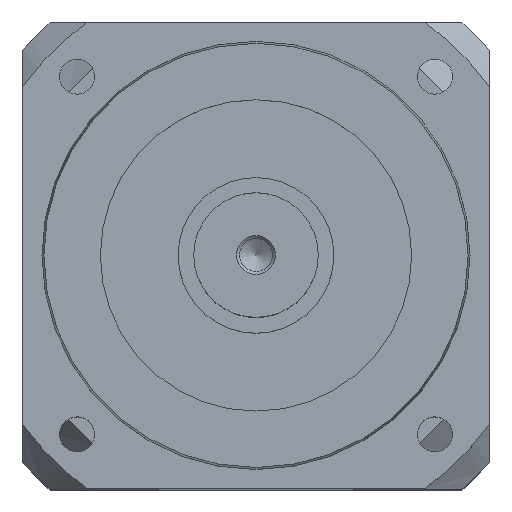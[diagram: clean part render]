
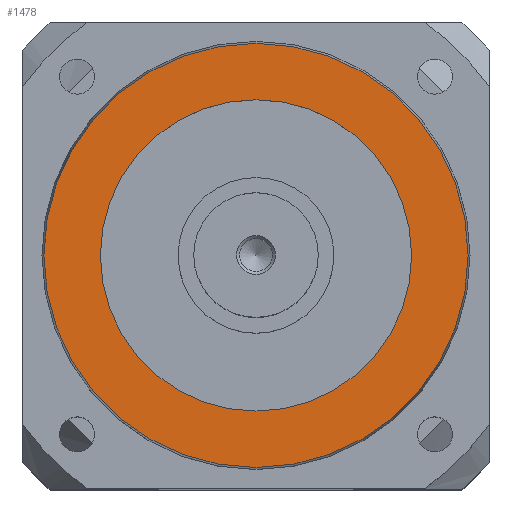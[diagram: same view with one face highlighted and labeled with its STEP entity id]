
A CAD part, top view. The second image highlights one B-rep face of the part: STEP entity #1478.
In plain terms, the highlighted planar face has unit normal (0, 0, 1).
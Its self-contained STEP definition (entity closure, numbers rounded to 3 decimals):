
#1207=FACE_BOUND('',#1780,.T.);
#1208=FACE_BOUND('',#1781,.T.);
#1348=CIRCLE('',#3326,40.);
#1349=CIRCLE('',#3328,54.5);
#1478=ADVANCED_FACE('',(#1207,#1208),#1549,.T.);
#1549=PLANE('',#3329);
#1780=EDGE_LOOP('',(#2249));
#1781=EDGE_LOOP('',(#2250));
#2249=ORIENTED_EDGE('',*,*,#2819,.T.);
#2250=ORIENTED_EDGE('',*,*,#2820,.F.);
#2566=VERTEX_POINT('',#4669);
#2567=VERTEX_POINT('',#4672);
#2819=EDGE_CURVE('',#2566,#2566,#1348,.T.);
#2820=EDGE_CURVE('',#2567,#2567,#1349,.T.);
#3326=AXIS2_PLACEMENT_3D('',#4668,#3891,#3892);
#3328=AXIS2_PLACEMENT_3D('',#4671,#3895,#3896);
#3329=AXIS2_PLACEMENT_3D('',#4673,#3897,#3898);
#3891=DIRECTION('',(0.,0.,-1.));
#3892=DIRECTION('',(0.,1.,0.));
#3895=DIRECTION('',(0.,0.,-1.));
#3896=DIRECTION('',(0.,1.,0.));
#3897=DIRECTION('',(0.,0.,1.));
#3898=DIRECTION('',(-1.,0.,0.));
#4668=CARTESIAN_POINT('',(0.,0.,122.));
#4669=CARTESIAN_POINT('',(0.,40.,122.));
#4671=CARTESIAN_POINT('',(0.,0.,122.));
#4672=CARTESIAN_POINT('',(0.,54.5,122.));
#4673=CARTESIAN_POINT('',(0.,0.,122.));
